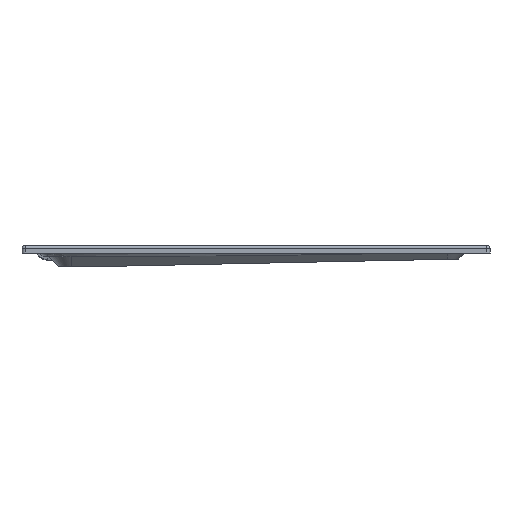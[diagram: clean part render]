
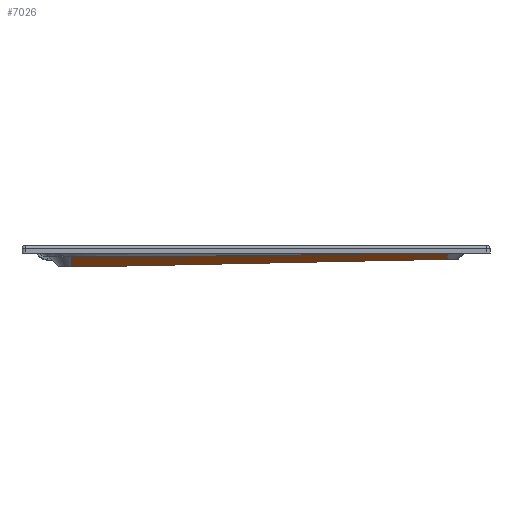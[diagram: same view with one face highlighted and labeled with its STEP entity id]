
A CAD part, front view. The second image highlights one B-rep face of the part: STEP entity #7026.
In plain terms, the highlighted face is planar.
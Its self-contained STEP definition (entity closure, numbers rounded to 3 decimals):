
#1186=CARTESIAN_POINT('',(-562.917,53.568,6.789));
#1187=VERTEX_POINT('',#1186);
#1188=CARTESIAN_POINT('',(-536.134,54.129,-20.0));
#1189=VERTEX_POINT('',#1188);
#1190=CARTESIAN_POINT('',(-536.134,54.129,-20.0));
#1191=DIRECTION('',(-0.707,-0.015,0.707));
#1192=VECTOR('',#1191,37.885);
#1193=LINE('',#1190,#1192);
#1194=EDGE_CURVE('',#1187,#1189,#1193,.F.);
#3716=CARTESIAN_POINT('',(-552.262,-910.362,16.327));
#3717=VERTEX_POINT('',#3716);
#3718=CARTESIAN_POINT('',(-535.0,-910.0,-0.938));
#3719=VERTEX_POINT('',#3718);
#3720=CARTESIAN_POINT('',(-535.0,-910.0,-0.938));
#3721=DIRECTION('',(-0.707,-0.015,0.707));
#3722=VECTOR('',#3721,24.417);
#3723=LINE('',#3720,#3722);
#3724=EDGE_CURVE('',#3717,#3719,#3723,.F.);
#6063=CARTESIAN_POINT('',(-555.534,-342.805,7.71));
#6064=VERTEX_POINT('',#6063);
#6081=CARTESIAN_POINT('',(-555.534,-342.805,7.71));
#6082=CARTESIAN_POINT('',(-555.253,-370.531,8.01));
#6083=CARTESIAN_POINT('',(-554.991,-399.032,8.345));
#6084=CARTESIAN_POINT('',(-554.748,-428.283,8.715));
#6085=CARTESIAN_POINT('',(-554.292,-483.188,9.409));
#6086=CARTESIAN_POINT('',(-553.902,-540.753,10.225));
#6087=CARTESIAN_POINT('',(-553.567,-600.077,11.132));
#6088=CARTESIAN_POINT('',(-553.207,-663.624,12.104));
#6089=CARTESIAN_POINT('',(-552.91,-729.109,13.179));
#6090=CARTESIAN_POINT('',(-552.657,-795.391,14.314));
#6091=CARTESIAN_POINT('',(-552.568,-818.837,14.716));
#6092=CARTESIAN_POINT('',(-552.484,-842.386,15.125));
#6093=CARTESIAN_POINT('',(-552.405,-866.005,15.541));
#6094=CARTESIAN_POINT('',(-552.355,-880.765,15.801));
#6095=CARTESIAN_POINT('',(-552.308,-895.553,16.063));
#6096=CARTESIAN_POINT('',(-552.262,-910.362,16.327));
#6097=B_SPLINE_CURVE_WITH_KNOTS('',3,(#6081,#6082,#6083,#6084,#6085,#6086,#6087,#6088,#6089,#6090,#6091,#6092,#6093,#6094,#6095,#6096),.UNSPECIFIED.,.F.,.U.,(4,3,3,3,3,4),(2355.956,2495.292,2756.827,3036.978,3136.077,3198.006),.UNSPECIFIED.);
#6098=EDGE_CURVE('',#6064,#3717,#6097,.T.);
#6993=CARTESIAN_POINT('',(-535.0,0.0,-20.0));
#6994=DIRECTION('',(-0.707,-0.015,-0.707));
#6995=DIRECTION('',(-0.707,0.,0.707));
#6996=AXIS2_PLACEMENT_3D('',#6993,#6994,#6995);
#6997=PLANE('',#6996);
#6998=CARTESIAN_POINT('',(-535.0,0.,-20.0));
#6999=VERTEX_POINT('',#6998);
#7000=CARTESIAN_POINT('',(-536.134,54.129,-20.0));
#7001=DIRECTION('',(0.021,-1.,0.0));
#7002=VECTOR('',#7001,54.141);
#7003=LINE('',#7000,#7002);
#7004=EDGE_CURVE('',#6999,#1189,#7003,.F.);
#7005=ORIENTED_EDGE('',*,*,#7004,.F.);
#7006=CARTESIAN_POINT('',(-535.0,0.,-20.));
#7007=DIRECTION('',(0.0,-1.,0.021));
#7008=VECTOR('',#7007,910.2);
#7009=LINE('',#7006,#7008);
#7010=EDGE_CURVE('',#3719,#6999,#7009,.F.);
#7011=ORIENTED_EDGE('',*,*,#7010,.F.);
#7012=ORIENTED_EDGE('',*,*,#3724,.F.);
#7013=ORIENTED_EDGE('',*,*,#6098,.F.);
#7014=CARTESIAN_POINT('',(-555.534,-342.805,7.71));
#7015=CARTESIAN_POINT('',(-556.219,-275.23,6.98));
#7016=CARTESIAN_POINT('',(-557.111,-205.708,6.415));
#7017=CARTESIAN_POINT('',(-559.456,-74.792,6.017));
#7018=CARTESIAN_POINT('',(-560.938,-9.044,6.122));
#7019=CARTESIAN_POINT('',(-562.917,53.568,6.789));
#7020=B_SPLINE_CURVE_WITH_KNOTS('',3,(#7014,#7015,#7016,#7017,#7018,#7019),.UNSPECIFIED.,.F.,.U.,(4,2,4),(-39.012,-18.794,0.),.UNSPECIFIED.);
#7021=EDGE_CURVE('',#1187,#6064,#7020,.F.);
#7022=ORIENTED_EDGE('',*,*,#7021,.F.);
#7023=ORIENTED_EDGE('',*,*,#1194,.T.);
#7024=EDGE_LOOP('',(#7005,#7011,#7012,#7013,#7022,#7023));
#7025=FACE_OUTER_BOUND('',#7024,.T.);
#7026=ADVANCED_FACE('',(#7025),#6997,.T.);
